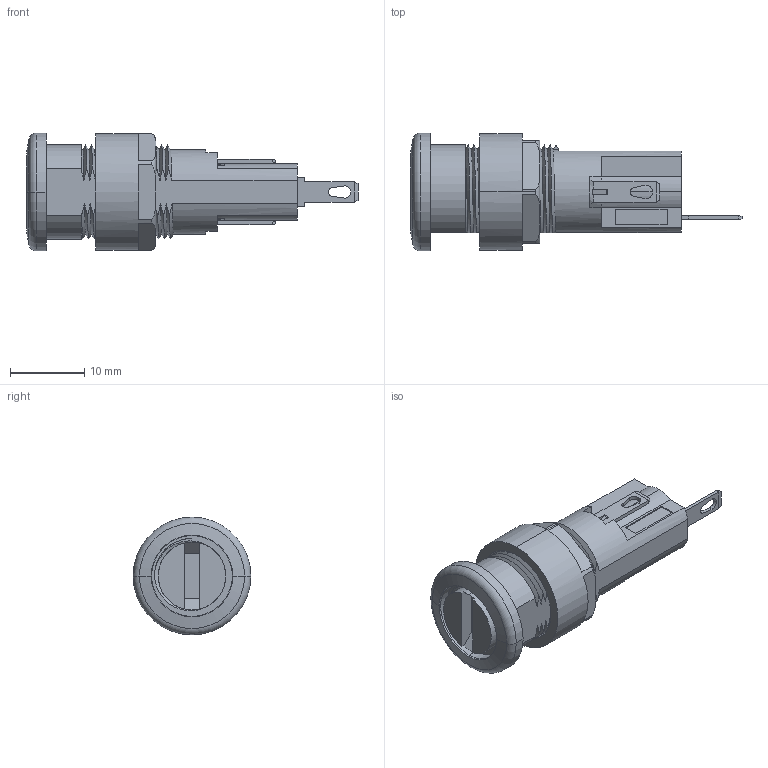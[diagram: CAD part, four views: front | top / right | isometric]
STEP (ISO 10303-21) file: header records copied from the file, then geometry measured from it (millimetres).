
FILE_DESCRIPTION(('STEP AP242'),'1');
FILE_NAME('fx0455.stp','2023-05-17T20:41:24',('TraceParts'),('TraceParts S.A.'),'Spatial InterOp 3D',' ',' ');
FILE_SCHEMA(('AP242_MANAGED_MODEL_BASED_3D_ENGINEERING_MIM_LF {1 0 10303 442 1 1 4}'));
Length unit declared in the file: millimetre
Products named in the file (1): fx0455
Bounding box: 44.82 x 15.88 x 15.88 mm (x, y, z)
Volume: 3005.8 mm3; surface area: 5558.7 mm2
Topology: 1 solids, 1 shells, 373 faces, 1042 edges, 663 vertices
Faces by surface type: plane 162, cylinder 121, bspline 64, torus 18, cone 8
Entity records: 26614 total; most frequent: CARTESIAN_POINT 17608, ORIENTED_EDGE 2084, DIRECTION 1577, EDGE_CURVE 1042, VERTEX_POINT 663, AXIS2_PLACEMENT_3D 542, LINE 493, VECTOR 493
